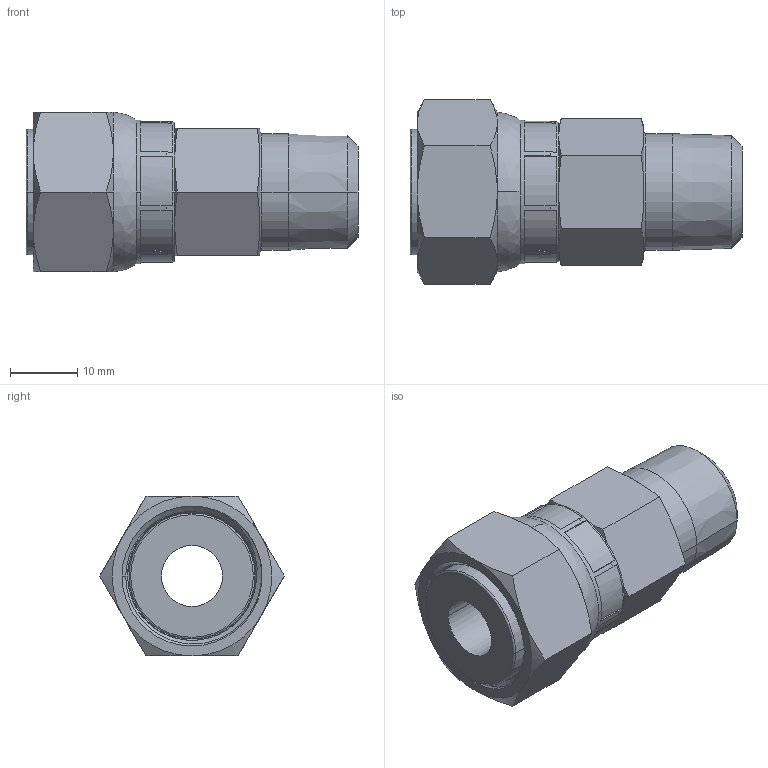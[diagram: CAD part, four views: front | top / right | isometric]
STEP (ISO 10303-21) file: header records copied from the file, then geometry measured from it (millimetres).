
FILE_DESCRIPTION((''),'2;1');
FILE_NAME('8F6L_ASM_ASM','2007-05-03T',('jl03403'),(''),'PRO/ENGINEER BY PARAMETRIC TECHNOLOGY CORPORATION, 2005290','PRO/ENGINEER BY PARAMETRIC TECHNOLOGY CORPORATION, 2005290','');
FILE_SCHEMA(('CONFIG_CONTROL_DESIGN'));
Length unit declared in the file: inch
Products named in the file (3): 8F6L; _8CNL; 8F6L_ASM_ASM
Assembly tree (2 placements, depth 2):
  8F6L_ASM_ASM
    8F6L
    _8CNL
Bounding box: 49.53 x 27.51 x 23.83 mm (x, y, z)
Volume: 11715.7 mm3; surface area: 8475.7 mm2
Topology: 2 solids, 2 shells, 136 faces, 339 edges, 211 vertices
Faces by surface type: plane 44, cylinder 37, cone 35, torus 10, bspline 10
Entity records: 7328 total; most frequent: CARTESIAN_POINT 4084, ORIENTED_EDGE 678, DIRECTION 643, EDGE_CURVE 339, AXIS2_PLACEMENT_3D 260, VERTEX_POINT 211, EDGE_LOOP 144, FACE_OUTER_BOUND 136
